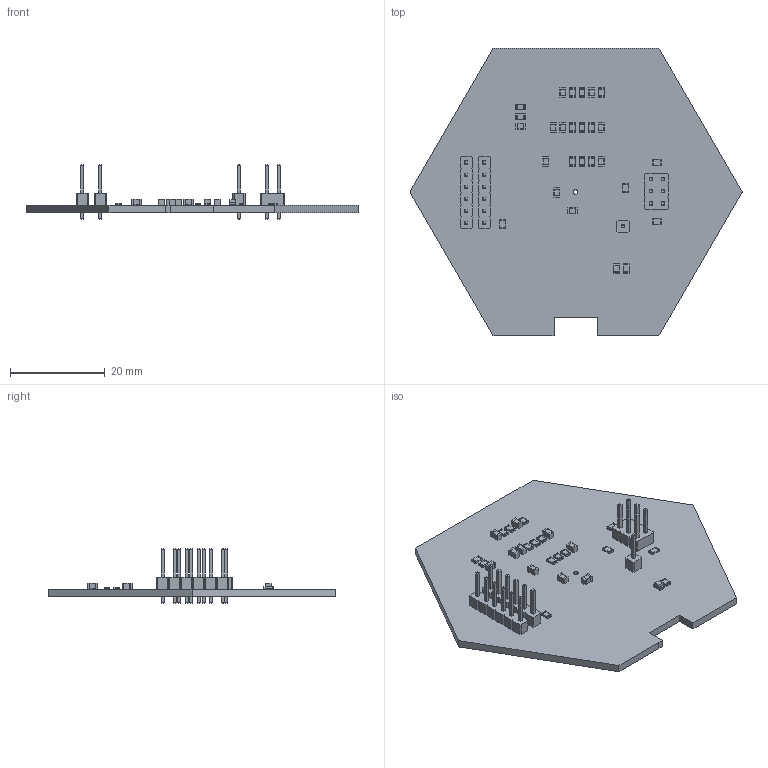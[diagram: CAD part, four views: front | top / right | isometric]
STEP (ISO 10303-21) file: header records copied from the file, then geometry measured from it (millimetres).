
FILE_DESCRIPTION(('KiCad electronic assembly'),'2;1');
FILE_NAME('SoundModulev1.step','2020-07-13T09:45:15',('An Author'),( 'A Company'),'Open CASCADE STEP processor 6.9', 'KiCad to STEP converter','Unknown');
FILE_SCHEMA(('AUTOMOTIVE_DESIGN { 1 0 10303 214 1 1 1 1 }'));
Length unit declared in the file: millimetre
Products named in the file (14): Open CASCADE STEP translator 6.9 1; C_0805_2012Metric; SOLID; LED_0805_2012Metric; PinHeader_1x06_P2.54mm_Vertical; PinHeader_1x01_P2.54mm_Vertical; R_0805_2012Metric; PinHeader_2x03_P2.54mm_Vertical; COMPOUND
Assembly tree (38 placements, depth 3):
  Open CASCADE STEP translator 6.9 1
    C_0805_2012Metric  x10
      SOLID
    LED_0805_2012Metric
      SOLID
    PinHeader_1x06_P2.54mm_Vertical  x2
      SOLID
    PinHeader_1x01_P2.54mm_Vertical
      SOLID
    R_0805_2012Metric  x16
      SOLID
    PinHeader_2x03_P2.54mm_Vertical
      SOLID
    COMPOUND
Bounding box: 70 x 60.62 x 11.54 mm (x, y, z)
Volume: 5432 mm3; surface area: 7921 mm2
Topology: 32 solids, 32 shells, 1233 faces, 3106 edges, 1996 vertices
Faces by surface type: plane 957, cylinder 276
Full cylindrical faces by diameter (mm): 0.96 x1, 1 x19
Entity records: 30396 total; most frequent: CARTESIAN_POINT 4826, DIRECTION 4244, LINE 3060, VECTOR 3060, ORIENTED_EDGE 2168, PCURVE 2168, DEFINITIONAL_REPRESENTATION 2168, EDGE_CURVE 1084
